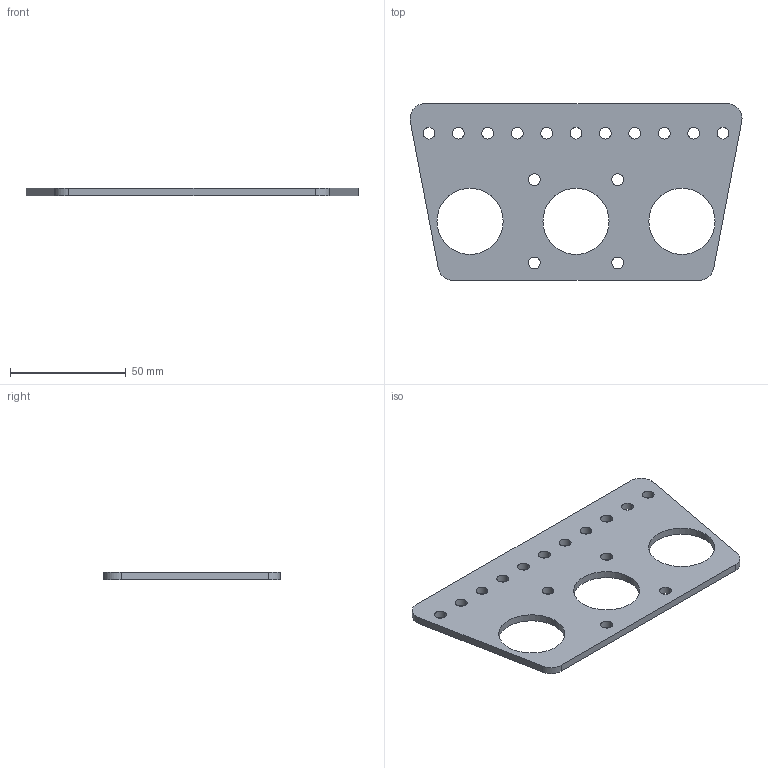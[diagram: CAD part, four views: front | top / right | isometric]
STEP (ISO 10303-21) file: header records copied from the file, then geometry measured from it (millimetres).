
FILE_DESCRIPTION (( 'STEP AP214' ), '1' );
FILE_NAME ('am-5559 Powered Elevator Powertrain Shaft Support Plate.STEP', '2024-11-07T19:28:43', ( '' ), ( '' ), 'SwSTEP 2.0', 'SolidWorks 2024', '' );
FILE_SCHEMA (( 'AUTOMOTIVE_DESIGN' ));
Length unit declared in the file: inch
Products named in the file (1): am-5559 Powered Elevator Powertrain Shaft Support Plate
Bounding box: 143.39 x 76.25 x 3.17 mm (x, y, z)
Volume: 24633.3 mm3; surface area: 18426.4 mm2
Topology: 1 solids, 1 shells, 47 faces, 135 edges, 90 vertices
Faces by surface type: cylinder 41, plane 6
Entity records: 1690 total; most frequent: DIRECTION 313, CARTESIAN_POINT 273, ORIENTED_EDGE 270, EDGE_CURVE 135, AXIS2_PLACEMENT_3D 130, VERTEX_POINT 90, EDGE_LOOP 83, CIRCLE 82
